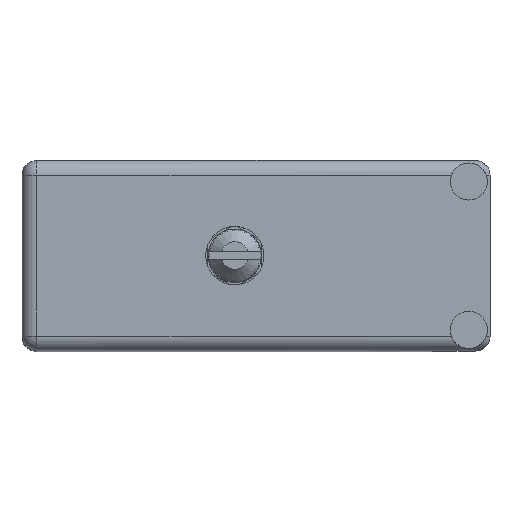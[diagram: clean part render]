
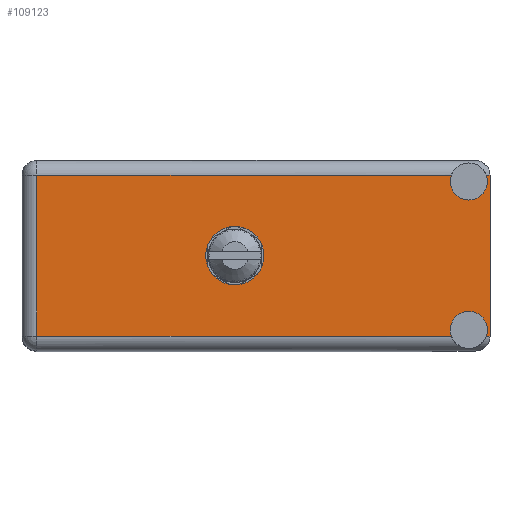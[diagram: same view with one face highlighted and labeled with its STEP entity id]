
A CAD part, top view. The second image highlights one B-rep face of the part: STEP entity #109123.
In plain terms, the highlighted face is planar.
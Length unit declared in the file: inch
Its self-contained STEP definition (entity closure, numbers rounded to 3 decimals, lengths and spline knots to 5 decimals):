
#814 = EDGE_CURVE ( 'NONE', #76495, #19675, #74624, .T. ) ;
#5704 = DIRECTION ( 'NONE',  ( 0., 1., 0. ) ) ;
#6450 = AXIS2_PLACEMENT_3D ( 'NONE', #13484, #83680, #47969 ) ;
#7351 = PLANE ( 'NONE',  #71119 ) ;
#7974 = CARTESIAN_POINT ( 'NONE',  ( 2.108, 1.566, -0.7995 ) ) ;
#8611 = FACE_BOUND ( 'NONE', #113206, .T. ) ;
#9451 = DIRECTION ( 'NONE',  ( 0., 0., 1. ) ) ;
#12645 = FACE_OUTER_BOUND ( 'NONE', #71214, .T. ) ;
#13484 = CARTESIAN_POINT ( 'NONE',  ( 2.108, 1.566, -0.7995 ) ) ;
#16105 = LINE ( 'NONE', #79228, #72305 ) ;
#16217 = ORIENTED_EDGE ( 'NONE', *, *, #89845, .T. ) ;
#16370 = AXIS2_PLACEMENT_3D ( 'NONE', #46531, #31199, #39984 ) ;
#16511 = VECTOR ( 'NONE', #35368, 39.37008 ) ;
#16778 = DIRECTION ( 'NONE',  ( 0., 0., 1. ) ) ;
#17303 = CIRCLE ( 'NONE', #16370, 0.0875 ) ;
#17304 = AXIS2_PLACEMENT_3D ( 'NONE', #83675, #22275, #30004 ) ;
#19186 = DIRECTION ( 'NONE',  ( 0., 0., 1. ) ) ;
#19675 = VERTEX_POINT ( 'NONE', #80962 ) ;
#22275 = DIRECTION ( 'NONE',  ( 0., 1., 0. ) ) ;
#25940 = CARTESIAN_POINT ( 'NONE',  ( 0.07, 1.566, -0.829 ) ) ;
#26438 = VECTOR ( 'NONE', #110670, 39.37008 ) ;
#30004 = DIRECTION ( 'NONE',  ( 0., 0., 1. ) ) ;
#30032 = EDGE_CURVE ( 'NONE', #39146, #95293, #16105, .T. ) ;
#30406 = CARTESIAN_POINT ( 'NONE',  ( 2.02562, 1.566, -0.829 ) ) ;
#30508 = VERTEX_POINT ( 'NONE', #38824 ) ;
#30802 = CIRCLE ( 'NONE', #99282, 0.1375 ) ;
#31199 = DIRECTION ( 'NONE',  ( 0., 1., 0. ) ) ;
#32631 = ORIENTED_EDGE ( 'NONE', *, *, #814, .F. ) ;
#33811 = DIRECTION ( 'NONE',  ( 1., 0., 0. ) ) ;
#33905 = VERTEX_POINT ( 'NONE', #111935 ) ;
#35368 = DIRECTION ( 'NONE',  ( 1., 0., 0. ) ) ;
#37907 = ORIENTED_EDGE ( 'NONE', *, *, #51767, .F. ) ;
#38824 = CARTESIAN_POINT ( 'NONE',  ( 2.02562, 1.566, -0.07 ) ) ;
#38950 = VERTEX_POINT ( 'NONE', #45926 ) ;
#39146 = VERTEX_POINT ( 'NONE', #25940 ) ;
#39984 = DIRECTION ( 'NONE',  ( 0., 0., 1. ) ) ;
#42196 = ORIENTED_EDGE ( 'NONE', *, *, #30032, .T. ) ;
#43610 = EDGE_CURVE ( 'NONE', #76495, #38950, #45307, .T. ) ;
#44109 = CARTESIAN_POINT ( 'NONE',  ( 1.004, 1.566, -0.4495 ) ) ;
#45307 = LINE ( 'NONE', #61447, #16511 ) ;
#45454 = VECTOR ( 'NONE', #78143, 39.37008 ) ;
#45926 = CARTESIAN_POINT ( 'NONE',  ( 2.208, 1.566, -0.07 ) ) ;
#46531 = CARTESIAN_POINT ( 'NONE',  ( 2.108, 1.566, -0.0995 ) ) ;
#47494 = ORIENTED_EDGE ( 'NONE', *, *, #59166, .F. ) ;
#47692 = EDGE_CURVE ( 'NONE', #19675, #30508, #17303, .T. ) ;
#47969 = DIRECTION ( 'NONE',  ( 0., 0., 1. ) ) ;
#48443 = CARTESIAN_POINT ( 'NONE',  ( 2.208, 1.566, -0.829 ) ) ;
#49721 = LINE ( 'NONE', #65896, #26438 ) ;
#50039 = LINE ( 'NONE', #94785, #52810 ) ;
#50071 = EDGE_CURVE ( 'NONE', #65509, #33905, #67941, .T. ) ;
#50268 = CARTESIAN_POINT ( 'NONE',  ( 2.208, 1.566, -0.07 ) ) ;
#50535 = DIRECTION ( 'NONE',  ( 0., 1., 0. ) ) ;
#50993 = LINE ( 'NONE', #77785, #45454 ) ;
#51767 = EDGE_CURVE ( 'NONE', #95164, #65509, #58749, .T. ) ;
#52339 = AXIS2_PLACEMENT_3D ( 'NONE', #44109, #70242, #19186 ) ;
#52749 = ORIENTED_EDGE ( 'NONE', *, *, #47692, .F. ) ;
#52810 = VECTOR ( 'NONE', #76797, 39.37008 ) ;
#54727 = ORIENTED_EDGE ( 'NONE', *, *, #101560, .T. ) ;
#58749 = CIRCLE ( 'NONE', #6450, 0.0875 ) ;
#59166 = EDGE_CURVE ( 'NONE', #77454, #38950, #50993, .T. ) ;
#59367 = DIRECTION ( 'NONE',  ( 0., 0., 1. ) ) ;
#61002 = CARTESIAN_POINT ( 'NONE',  ( 2.108, 1.566, -0.712 ) ) ;
#61447 = CARTESIAN_POINT ( 'NONE',  ( 2.208, 1.566, -0.07 ) ) ;
#65509 = VERTEX_POINT ( 'NONE', #61002 ) ;
#65896 = CARTESIAN_POINT ( 'NONE',  ( 0., 1.566, -0.829 ) ) ;
#66237 = VECTOR ( 'NONE', #33811, 39.37008 ) ;
#66591 = AXIS2_PLACEMENT_3D ( 'NONE', #7974, #50535, #16778 ) ;
#66667 = CARTESIAN_POINT ( 'NONE',  ( 1.004, 1.566, -0.4495 ) ) ;
#67560 = CARTESIAN_POINT ( 'NONE',  ( 0., 1.566, -0.899 ) ) ;
#67941 = CIRCLE ( 'NONE', #66591, 0.0875 ) ;
#68714 = DIRECTION ( 'NONE',  ( 0., 0., 1. ) ) ;
#70242 = DIRECTION ( 'NONE',  ( 0., 1., 0. ) ) ;
#70918 = ORIENTED_EDGE ( 'NONE', *, *, #50071, .F. ) ;
#71119 = AXIS2_PLACEMENT_3D ( 'NONE', #67560, #85197, #68714 ) ;
#71214 = EDGE_LOOP ( 'NONE', ( #101876, #52749, #32631, #110593, #47494, #16217, #70918, #37907, #54727, #42196 ) ) ;
#72305 = VECTOR ( 'NONE', #9451, 39.37008 ) ;
#74624 = CIRCLE ( 'NONE', #17304, 0.0875 ) ;
#76495 = VERTEX_POINT ( 'NONE', #103349 ) ;
#76797 = DIRECTION ( 'NONE',  ( -1., 0., 0. ) ) ;
#77454 = VERTEX_POINT ( 'NONE', #48443 ) ;
#77760 = ORIENTED_EDGE ( 'NONE', *, *, #98519, .F. ) ;
#77785 = CARTESIAN_POINT ( 'NONE',  ( 2.208, 1.566, 0. ) ) ;
#78143 = DIRECTION ( 'NONE',  ( 0., 0., 1. ) ) ;
#79228 = CARTESIAN_POINT ( 'NONE',  ( 0.07, 1.566, -0.899 ) ) ;
#80962 = CARTESIAN_POINT ( 'NONE',  ( 2.108, 1.566, -0.187 ) ) ;
#82285 = VERTEX_POINT ( 'NONE', #109371 ) ;
#83675 = CARTESIAN_POINT ( 'NONE',  ( 2.108, 1.566, -0.0995 ) ) ;
#83680 = DIRECTION ( 'NONE',  ( 0., 1., 0. ) ) ;
#84067 = EDGE_CURVE ( 'NONE', #82285, #89708, #84923, .T. ) ;
#84316 = ORIENTED_EDGE ( 'NONE', *, *, #84067, .F. ) ;
#84923 = CIRCLE ( 'NONE', #52339, 0.1375 ) ;
#85197 = DIRECTION ( 'NONE',  ( 0., 1., 0. ) ) ;
#89708 = VERTEX_POINT ( 'NONE', #98662 ) ;
#89845 = EDGE_CURVE ( 'NONE', #77454, #33905, #50039, .T. ) ;
#92851 = CARTESIAN_POINT ( 'NONE',  ( 0.07, 1.566, -0.07 ) ) ;
#94785 = CARTESIAN_POINT ( 'NONE',  ( 0., 1.566, -0.829 ) ) ;
#95164 = VERTEX_POINT ( 'NONE', #30406 ) ;
#95293 = VERTEX_POINT ( 'NONE', #92851 ) ;
#98519 = EDGE_CURVE ( 'NONE', #89708, #82285, #30802, .T. ) ;
#98662 = CARTESIAN_POINT ( 'NONE',  ( 1.004, 1.566, -0.587 ) ) ;
#99282 = AXIS2_PLACEMENT_3D ( 'NONE', #66667, #5704, #59367 ) ;
#101242 = EDGE_CURVE ( 'NONE', #95293, #30508, #112838, .T. ) ;
#101560 = EDGE_CURVE ( 'NONE', #95164, #39146, #49721, .T. ) ;
#101876 = ORIENTED_EDGE ( 'NONE', *, *, #101242, .T. ) ;
#103349 = CARTESIAN_POINT ( 'NONE',  ( 2.19038, 1.566, -0.07 ) ) ;
#109123 = ADVANCED_FACE ( 'NONE', ( #8611, #12645 ), #7351, .T. ) ;
#109371 = CARTESIAN_POINT ( 'NONE',  ( 1.004, 1.566, -0.312 ) ) ;
#110593 = ORIENTED_EDGE ( 'NONE', *, *, #43610, .T. ) ;
#110670 = DIRECTION ( 'NONE',  ( -1., 0., 0. ) ) ;
#111935 = CARTESIAN_POINT ( 'NONE',  ( 2.19038, 1.566, -0.829 ) ) ;
#112838 = LINE ( 'NONE', #50268, #66237 ) ;
#113206 = EDGE_LOOP ( 'NONE', ( #84316, #77760 ) ) ;
